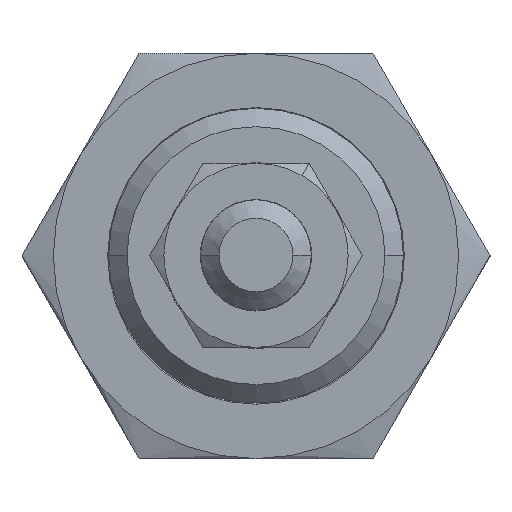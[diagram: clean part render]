
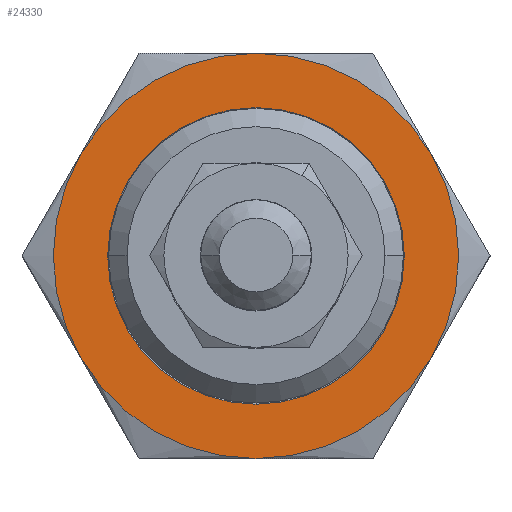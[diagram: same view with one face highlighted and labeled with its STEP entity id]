
A CAD part, top view. The second image highlights one B-rep face of the part: STEP entity #24330.
In plain terms, the highlighted planar face has unit normal (0, 0, 1).
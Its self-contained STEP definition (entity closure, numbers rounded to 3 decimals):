
#300 = PLANE ( 'NONE',  #12718 ) ;
#600 = AXIS2_PLACEMENT_3D ( 'NONE', #12726, #24495, #24253 ) ;
#723 = EDGE_CURVE ( 'NONE', #2501, #15585, #11380, .T. ) ;
#1474 = CARTESIAN_POINT ( 'NONE',  ( 0., 0., 188. ) ) ;
#1551 = CARTESIAN_POINT ( 'NONE',  ( -9.526, -5.5, 188. ) ) ;
#1993 = CARTESIAN_POINT ( 'NONE',  ( 9.526, 5.5, 188. ) ) ;
#2501 = VERTEX_POINT ( 'NONE', #24050 ) ;
#2726 = CIRCLE ( 'NONE', #13034, 11. ) ;
#2731 = DIRECTION ( 'NONE',  ( 0., 1., 0. ) ) ;
#2782 = AXIS2_PLACEMENT_3D ( 'NONE', #13727, #10144, #4173 ) ;
#2917 = VERTEX_POINT ( 'NONE', #1993 ) ;
#3034 = ORIENTED_EDGE ( 'NONE', *, *, #11477, .T. ) ;
#3104 = EDGE_CURVE ( 'NONE', #13885, #21103, #20970, .T. ) ;
#3526 = EDGE_CURVE ( 'NONE', #14725, #2917, #21805, .T. ) ;
#4173 = DIRECTION ( 'NONE',  ( 0., 1., 0. ) ) ;
#4329 = AXIS2_PLACEMENT_3D ( 'NONE', #1474, #8662, #7160 ) ;
#4609 = EDGE_CURVE ( 'NONE', #2917, #8469, #9996, .T. ) ;
#4836 = DIRECTION ( 'NONE',  ( 0., 0., -1. ) ) ;
#4846 = ORIENTED_EDGE ( 'NONE', *, *, #18512, .F. ) ;
#5327 = CARTESIAN_POINT ( 'NONE',  ( 0., 0., 188. ) ) ;
#5906 = ORIENTED_EDGE ( 'NONE', *, *, #22839, .F. ) ;
#6496 = EDGE_LOOP ( 'NONE', ( #20310, #5906, #20460, #4846, #11688, #23763 ) ) ;
#6998 = AXIS2_PLACEMENT_3D ( 'NONE', #5327, #23952, #8946 ) ;
#7160 = DIRECTION ( 'NONE',  ( 0., 1., 0. ) ) ;
#7751 = CARTESIAN_POINT ( 'NONE',  ( -9.526, 5.5, 188. ) ) ;
#7862 = CARTESIAN_POINT ( 'NONE',  ( 0., 0., 188. ) ) ;
#8164 = AXIS2_PLACEMENT_3D ( 'NONE', #24239, #22379, #20503 ) ;
#8469 = VERTEX_POINT ( 'NONE', #24465 ) ;
#8662 = DIRECTION ( 'NONE',  ( 0., 0., -1. ) ) ;
#8685 = CARTESIAN_POINT ( 'NONE',  ( 0., 0., 188. ) ) ;
#8795 = ORIENTED_EDGE ( 'NONE', *, *, #723, .T. ) ;
#8945 = CIRCLE ( 'NONE', #8164, 8.05 ) ;
#8946 = DIRECTION ( 'NONE',  ( 0., 1., 0. ) ) ;
#9996 = CIRCLE ( 'NONE', #10776, 11. ) ;
#10144 = DIRECTION ( 'NONE',  ( 0., 0., -1. ) ) ;
#10776 = AXIS2_PLACEMENT_3D ( 'NONE', #17456, #15711, #17585 ) ;
#11380 = CIRCLE ( 'NONE', #6998, 8.05 ) ;
#11477 = EDGE_CURVE ( 'NONE', #15585, #2501, #8945, .T. ) ;
#11688 = ORIENTED_EDGE ( 'NONE', *, *, #14484, .F. ) ;
#12718 = AXIS2_PLACEMENT_3D ( 'NONE', #7862, #16269, #23353 ) ;
#12726 = CARTESIAN_POINT ( 'NONE',  ( 0., 0., 188. ) ) ;
#12959 = DIRECTION ( 'NONE',  ( 0., 0., -1. ) ) ;
#13034 = AXIS2_PLACEMENT_3D ( 'NONE', #20512, #12959, #17132 ) ;
#13727 = CARTESIAN_POINT ( 'NONE',  ( 0., 0., 188. ) ) ;
#13801 = AXIS2_PLACEMENT_3D ( 'NONE', #8685, #4836, #2731 ) ;
#13885 = VERTEX_POINT ( 'NONE', #1551 ) ;
#14104 = EDGE_LOOP ( 'NONE', ( #8795, #3034 ) ) ;
#14484 = EDGE_CURVE ( 'NONE', #8469, #16613, #19353, .T. ) ;
#14725 = VERTEX_POINT ( 'NONE', #16501 ) ;
#15585 = VERTEX_POINT ( 'NONE', #15648 ) ;
#15648 = CARTESIAN_POINT ( 'NONE',  ( 0., 8.05, 188. ) ) ;
#15711 = DIRECTION ( 'NONE',  ( 0., 0., -1. ) ) ;
#16269 = DIRECTION ( 'NONE',  ( 0., 0., -1. ) ) ;
#16501 = CARTESIAN_POINT ( 'NONE',  ( 0., 11., 188. ) ) ;
#16613 = VERTEX_POINT ( 'NONE', #16691 ) ;
#16691 = CARTESIAN_POINT ( 'NONE',  ( 0., -11., 188. ) ) ;
#17132 = DIRECTION ( 'NONE',  ( 0., 1., 0. ) ) ;
#17285 = FACE_OUTER_BOUND ( 'NONE', #6496, .T. ) ;
#17456 = CARTESIAN_POINT ( 'NONE',  ( 0., 0., 188. ) ) ;
#17585 = DIRECTION ( 'NONE',  ( 0., 1., 0. ) ) ;
#17649 = FACE_BOUND ( 'NONE', #14104, .T. ) ;
#18512 = EDGE_CURVE ( 'NONE', #16613, #13885, #19214, .T. ) ;
#19214 = CIRCLE ( 'NONE', #600, 11. ) ;
#19353 = CIRCLE ( 'NONE', #13801, 11. ) ;
#20310 = ORIENTED_EDGE ( 'NONE', *, *, #3526, .F. ) ;
#20460 = ORIENTED_EDGE ( 'NONE', *, *, #3104, .F. ) ;
#20503 = DIRECTION ( 'NONE',  ( 0., 1., 0. ) ) ;
#20512 = CARTESIAN_POINT ( 'NONE',  ( 0., 0., 188. ) ) ;
#20970 = CIRCLE ( 'NONE', #4329, 11. ) ;
#21103 = VERTEX_POINT ( 'NONE', #7751 ) ;
#21805 = CIRCLE ( 'NONE', #2782, 11. ) ;
#22379 = DIRECTION ( 'NONE',  ( 0., 0., -1. ) ) ;
#22839 = EDGE_CURVE ( 'NONE', #21103, #14725, #2726, .T. ) ;
#23353 = DIRECTION ( 'NONE',  ( 0., 1., 0. ) ) ;
#23763 = ORIENTED_EDGE ( 'NONE', *, *, #4609, .F. ) ;
#23952 = DIRECTION ( 'NONE',  ( 0., 0., -1. ) ) ;
#24050 = CARTESIAN_POINT ( 'NONE',  ( 0., -8.05, 188. ) ) ;
#24239 = CARTESIAN_POINT ( 'NONE',  ( 0., 0., 188. ) ) ;
#24253 = DIRECTION ( 'NONE',  ( 0., 1., 0. ) ) ;
#24330 = ADVANCED_FACE ( 'NONE', ( #17649, #17285 ), #300, .F. ) ;
#24465 = CARTESIAN_POINT ( 'NONE',  ( 9.526, -5.5, 188. ) ) ;
#24495 = DIRECTION ( 'NONE',  ( 0., 0., -1. ) ) ;
